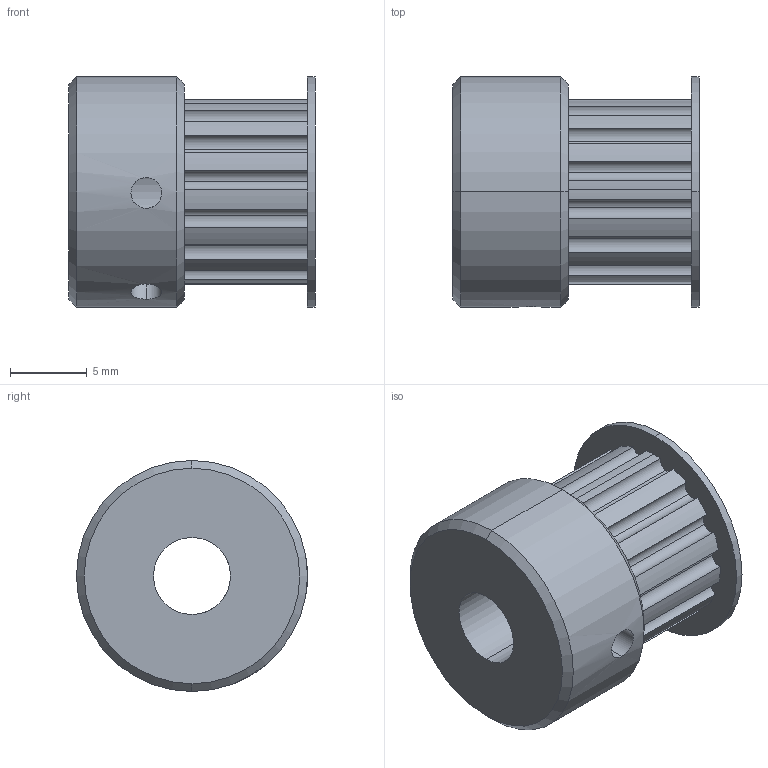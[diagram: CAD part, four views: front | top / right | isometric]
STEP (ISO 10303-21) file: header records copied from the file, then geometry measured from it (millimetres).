
FILE_DESCRIPTION (( 'STEP AP214' ), '1' );
FILE_NAME ('2GT-pulley.STEP', '2025-09-18T19:06:31', ( '' ), ( '' ), 'SwSTEP 2.0', 'SolidWorks 2024', '' );
FILE_SCHEMA (( 'AUTOMOTIVE_DESIGN' ));
Length unit declared in the file: metre
Products named in the file (1): 2GT-pulley
Bounding box: 16 x 15 x 15 mm (x, y, z)
Volume: 1870.7 mm3; surface area: 1499.7 mm2
Topology: 1 solids, 1 shells, 67 faces, 182 edges, 120 vertices
Faces by surface type: cylinder 58, plane 5, cone 4
Entity records: 2331 total; most frequent: CARTESIAN_POINT 506, DIRECTION 422, ORIENTED_EDGE 364, EDGE_CURVE 182, AXIS2_PLACEMENT_3D 180, VERTEX_POINT 120, CIRCLE 112, EDGE_LOOP 76
